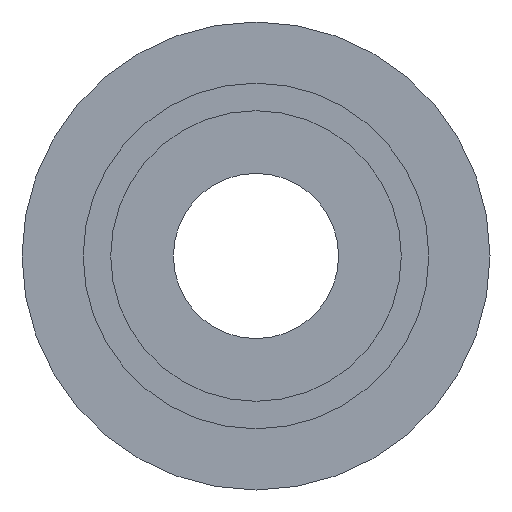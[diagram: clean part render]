
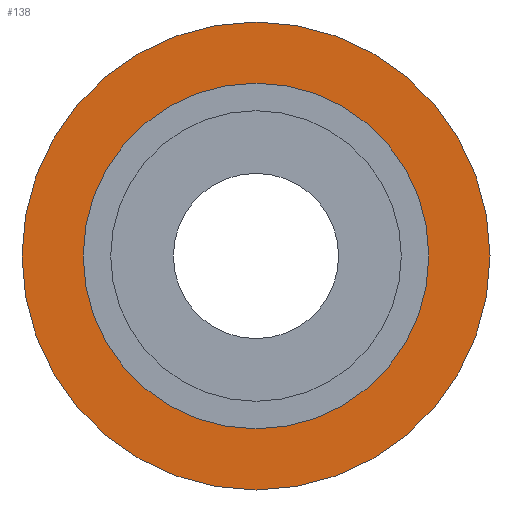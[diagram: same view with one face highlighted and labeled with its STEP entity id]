
A CAD part, front view. The second image highlights one B-rep face of the part: STEP entity #138.
In plain terms, the highlighted planar face has unit normal (0, -1, 0).
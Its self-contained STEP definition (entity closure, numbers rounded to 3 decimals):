
#20=FACE_BOUND('',#46,.T.);
#25=PLANE('',#178);
#33=FACE_OUTER_BOUND('',#45,.T.);
#45=EDGE_LOOP('',(#114));
#46=EDGE_LOOP('',(#115));
#70=CIRCLE('',#179,3.825);
#71=CIRCLE('',#180,2.825);
#80=VERTEX_POINT('',#257);
#81=VERTEX_POINT('',#259);
#93=EDGE_CURVE('',#80,#80,#70,.T.);
#94=EDGE_CURVE('',#81,#81,#71,.T.);
#114=ORIENTED_EDGE('',*,*,#93,.F.);
#115=ORIENTED_EDGE('',*,*,#94,.T.);
#138=ADVANCED_FACE('',(#33,#20),#25,.F.);
#178=AXIS2_PLACEMENT_3D('',#256,#215,#216);
#179=AXIS2_PLACEMENT_3D('',#258,#217,#218);
#180=AXIS2_PLACEMENT_3D('',#260,#219,#220);
#215=DIRECTION('center_axis',(0.,1.,0.));
#216=DIRECTION('ref_axis',(0.,0.,1.));
#217=DIRECTION('center_axis',(0.,1.,0.));
#218=DIRECTION('ref_axis',(1.,0.,0.));
#219=DIRECTION('center_axis',(0.,1.,0.));
#220=DIRECTION('ref_axis',(-1.,0.,0.));
#256=CARTESIAN_POINT('Origin',(0.,9.,0.));
#257=CARTESIAN_POINT('',(-3.825,9.,0.));
#258=CARTESIAN_POINT('Origin',(0.,9.,0.));
#259=CARTESIAN_POINT('',(2.825,9.,0.));
#260=CARTESIAN_POINT('Origin',(0.,9.,0.));
